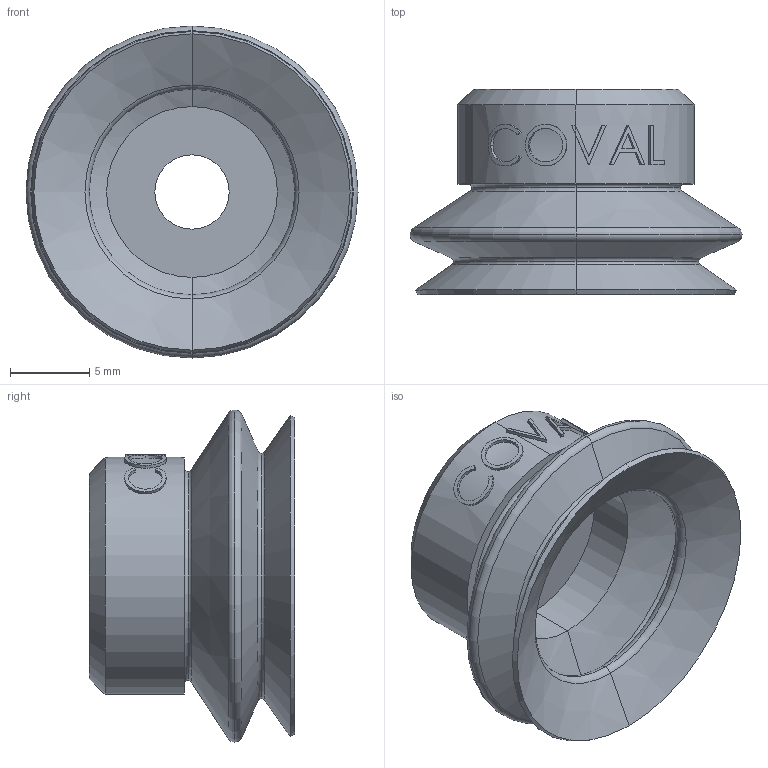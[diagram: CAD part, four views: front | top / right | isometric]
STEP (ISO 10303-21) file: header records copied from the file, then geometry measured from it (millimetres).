
FILE_DESCRIPTION(('STEP AP214'),'1');
FILE_NAME('COVAL_VSAJ20SI.stp','2017-12-27T18:41:28',('TraceParts'),('TraceParts S.A.'),'Spatial InterOp 3D',' ',' ');
FILE_SCHEMA(('automotive_design'));
Length unit declared in the file: millimetre
Products named in the file (1): COVAL_VSAJ20SI
Bounding box: 21 x 13 x 21 mm (x, y, z)
Volume: 1387.7 mm3; surface area: 1908 mm2
Topology: 1 solids, 1 shells, 96 faces, 225 edges, 138 vertices
Faces by surface type: bspline 29, torus 20, plane 17, cone 16, cylinder 14
Entity records: 7726 total; most frequent: CARTESIAN_POINT 4952, ORIENTED_EDGE 450, DIRECTION 352, EDGE_CURVE 225, AXIS2_PLACEMENT_3D 158, VERTEX_POINT 138, EDGE_LOOP 105, B_SPLINE_CURVE_WITH_KNOTS 99
